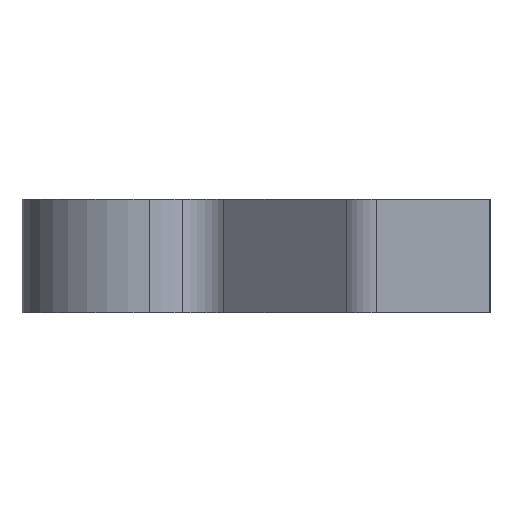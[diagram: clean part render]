
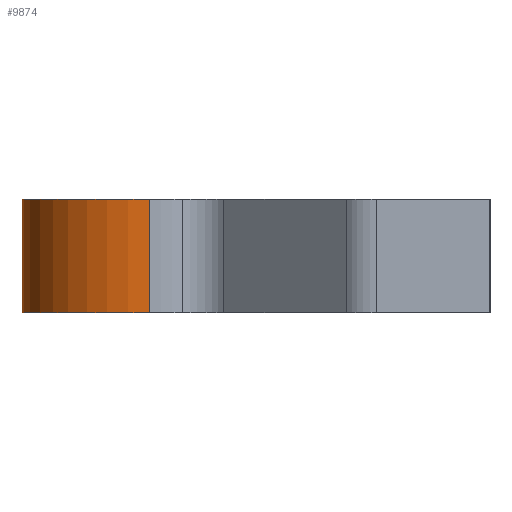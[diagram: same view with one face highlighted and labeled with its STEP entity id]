
A CAD part, left-side view. The second image highlights one B-rep face of the part: STEP entity #9874.
In plain terms, the highlighted cylindrical face has radius 9 mm (diameter 18 mm), a partial arc.
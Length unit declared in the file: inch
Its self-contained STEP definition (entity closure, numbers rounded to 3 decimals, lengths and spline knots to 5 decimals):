
#850 = AXIS2_PLACEMENT_3D ( 'NONE', #12586, #2983, #3098 ) ;
#864 = ORIENTED_EDGE ( 'NONE', *, *, #17451, .T. ) ;
#1700 = CARTESIAN_POINT ( 'NONE',  ( 0.25652, 0.24448, 0.0851 ) ) ;
#1829 = CARTESIAN_POINT ( 'NONE',  ( 0.26018, 0.2406, 0.07929 ) ) ;
#1853 = VECTOR ( 'NONE', #10405, 39.37008 ) ;
#2151 = VERTEX_POINT ( 'NONE', #6800 ) ;
#2472 = CARTESIAN_POINT ( 'NONE',  ( 0.2641, 0.23622, 0.07392 ) ) ;
#2719 = DIRECTION ( 'NONE',  ( 1., 0., 0. ) ) ;
#2923 = CARTESIAN_POINT ( 'NONE',  ( 0., 0., 0.31496 ) ) ;
#2983 = DIRECTION ( 'NONE',  ( 0., 0., -1. ) ) ;
#3047 = AXIS2_PLACEMENT_3D ( 'NONE', #2923, #7107, #8490 ) ;
#3071 = CARTESIAN_POINT ( 'NONE',  ( 0.23751, 0.26295, 0.1732 ) ) ;
#3098 = DIRECTION ( 'NONE',  ( -1., 0., 0. ) ) ;
#3431 = CARTESIAN_POINT ( 'NONE',  ( 0.24989, 0.25125, 0.21728 ) ) ;
#3602 = VERTEX_POINT ( 'NONE', #2472 ) ;
#3814 = ORIENTED_EDGE ( 'NONE', *, *, #13453, .F. ) ;
#4275 = CARTESIAN_POINT ( 'NONE',  ( 0.2641, 0.23622, 0.31496 ) ) ;
#4513 = CARTESIAN_POINT ( 'NONE',  ( 0.24202, 0.25882, 0.19613 ) ) ;
#4778 = CARTESIAN_POINT ( 'NONE',  ( 0.2641, 0.23622, 0. ) ) ;
#5188 = LINE ( 'NONE', #17498, #1853 ) ;
#5518 = FACE_OUTER_BOUND ( 'NONE', #9198, .T. ) ;
#5695 = DIRECTION ( 'NONE',  ( 0., 0., -1. ) ) ;
#5722 = VERTEX_POINT ( 'NONE', #13914 ) ;
#5878 = CARTESIAN_POINT ( 'NONE',  ( 0.24013, 0.26056, 0.1262 ) ) ;
#6321 = CARTESIAN_POINT ( 'NONE',  ( 0.26018, 0.2406, 0.23567 ) ) ;
#6388 = CYLINDRICAL_SURFACE ( 'NONE', #850, 0.35433 ) ;
#6800 = CARTESIAN_POINT ( 'NONE',  ( -0.35433, 0., 0.31496 ) ) ;
#7107 = DIRECTION ( 'NONE',  ( 0., 0., 1. ) ) ;
#7738 = DIRECTION ( 'NONE',  ( 0., 0., -1. ) ) ;
#8020 = EDGE_CURVE ( 'NONE', #3602, #9603, #17602, .T. ) ;
#8345 = DIRECTION ( 'NONE',  ( 0., 0., 1. ) ) ;
#8490 = DIRECTION ( 'NONE',  ( 1., 0., 0. ) ) ;
#8816 = CARTESIAN_POINT ( 'NONE',  ( 0.2641, 0.23622, 0.07392 ) ) ;
#9054 = VECTOR ( 'NONE', #7738, 39.37008 ) ;
#9187 = CARTESIAN_POINT ( 'NONE',  ( 0.2641, 0.23622, 0.31496 ) ) ;
#9198 = EDGE_LOOP ( 'NONE', ( #10822, #3814, #13123, #15837, #16806, #864 ) ) ;
#9438 = VECTOR ( 'NONE', #5695, 39.37008 ) ;
#9603 = VERTEX_POINT ( 'NONE', #12333 ) ;
#9874 = ADVANCED_FACE ( 'NONE', ( #5518 ), #6388, .T. ) ;
#10088 = VERTEX_POINT ( 'NONE', #4778 ) ;
#10198 = CARTESIAN_POINT ( 'NONE',  ( 0.24203, 0.25881, 0.11879 ) ) ;
#10405 = DIRECTION ( 'NONE',  ( 0., 0., -1. ) ) ;
#10448 = CARTESIAN_POINT ( 'NONE',  ( 0.2499, 0.25125, 0.09767 ) ) ;
#10793 = LINE ( 'NONE', #4275, #9438 ) ;
#10822 = ORIENTED_EDGE ( 'NONE', *, *, #15805, .F. ) ;
#11044 = CIRCLE ( 'NONE', #3047, 0.35433 ) ;
#11623 = CARTESIAN_POINT ( 'NONE',  ( 0.23686, 0.26353, 0.14958 ) ) ;
#11686 = CARTESIAN_POINT ( 'NONE',  ( 0.23753, 0.26293, 0.1416 ) ) ;
#11871 = CARTESIAN_POINT ( 'NONE',  ( 0.2469, 0.25417, 0.10452 ) ) ;
#12333 = CARTESIAN_POINT ( 'NONE',  ( 0.2641, 0.23622, 0.24104 ) ) ;
#12586 = CARTESIAN_POINT ( 'NONE',  ( 0., 0., 0.31496 ) ) ;
#13000 = EDGE_CURVE ( 'NONE', #3602, #10088, #15673, .T. ) ;
#13051 = CARTESIAN_POINT ( 'NONE',  ( 0.24011, 0.26058, 0.1887 ) ) ;
#13110 = CARTESIAN_POINT ( 'NONE',  ( 0.2469, 0.25417, 0.21042 ) ) ;
#13123 = ORIENTED_EDGE ( 'NONE', *, *, #16240, .T. ) ;
#13423 = CARTESIAN_POINT ( 'NONE',  ( 0.2641, 0.23622, 0.24104 ) ) ;
#13433 = CIRCLE ( 'NONE', #16874, 0.35433 ) ;
#13453 = EDGE_CURVE ( 'NONE', #5722, #2151, #11044, .T. ) ;
#13476 = CARTESIAN_POINT ( 'NONE',  ( 0.25652, 0.24448, 0.22986 ) ) ;
#13914 = CARTESIAN_POINT ( 'NONE',  ( 0.2641, 0.23622, 0.31496 ) ) ;
#14524 = CARTESIAN_POINT ( 'NONE',  ( 0.23685, 0.26354, 0.1653 ) ) ;
#15507 = CARTESIAN_POINT ( 'NONE',  ( 0., 0., 0. ) ) ;
#15673 = LINE ( 'NONE', #9187, #9054 ) ;
#15805 = EDGE_CURVE ( 'NONE', #2151, #18111, #5188, .T. ) ;
#15837 = ORIENTED_EDGE ( 'NONE', *, *, #8020, .F. ) ;
#16240 = EDGE_CURVE ( 'NONE', #5722, #9603, #10793, .T. ) ;
#16806 = ORIENTED_EDGE ( 'NONE', *, *, #13000, .T. ) ;
#16874 = AXIS2_PLACEMENT_3D ( 'NONE', #15507, #8345, #2719 ) ;
#17451 = EDGE_CURVE ( 'NONE', #10088, #18111, #13433, .T. ) ;
#17498 = CARTESIAN_POINT ( 'NONE',  ( -0.35433, 0., 0.31496 ) ) ;
#17602 = B_SPLINE_CURVE_WITH_KNOTS ( 'NONE', 3,
 ( #8816, #1829, #1700, #10448, #11871, #10198, #5878, #11686, #11623, #14524, #3071, #13051, #4513, #13110, #3431, #13476, #6321, #13423 ),
 .UNSPECIFIED., .F., .F.,
 ( 4, 2, 2, 2, 2, 2, 2, 2, 4 ),
 ( 0., 0.0006, 0.0012, 0.0018, 0.0024, 0.003, 0.0036, 0.0042, 0.00479 ),
 .UNSPECIFIED. ) ;
#18111 = VERTEX_POINT ( 'NONE', #18436 ) ;
#18436 = CARTESIAN_POINT ( 'NONE',  ( -0.35433, 0., 0. ) ) ;
